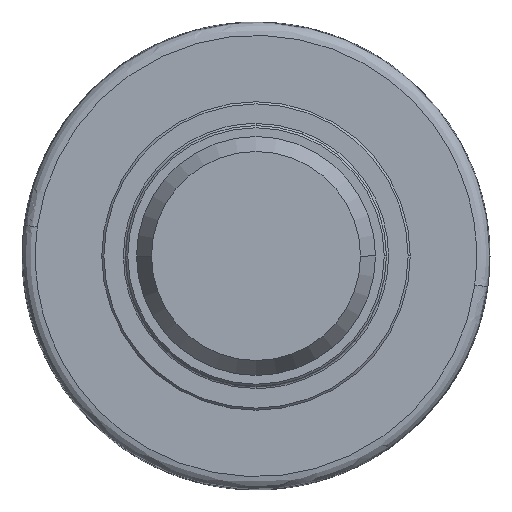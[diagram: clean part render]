
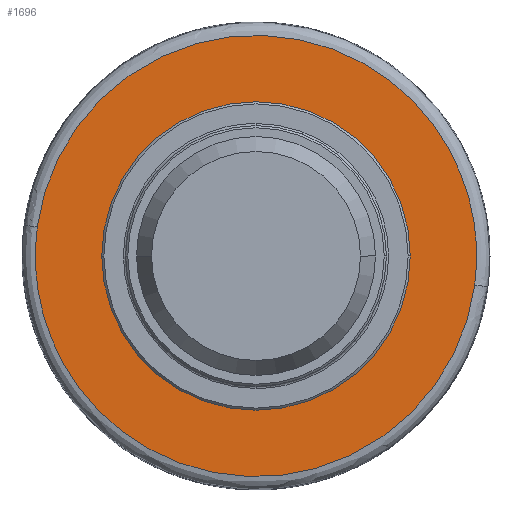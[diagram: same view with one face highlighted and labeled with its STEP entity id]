
A CAD part, left-side view. The second image highlights one B-rep face of the part: STEP entity #1696.
In plain terms, the highlighted planar face has unit normal (-1, 0, 0).
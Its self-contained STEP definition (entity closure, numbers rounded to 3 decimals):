
#52 = EDGE_LOOP ( 'NONE', ( #1383, #1384 ) ) ;
#87 = EDGE_LOOP ( 'NONE', ( #1385, #1386 ) ) ;
#163 = VERTEX_POINT ( 'NONE', #299 ) ;
#171 = VERTEX_POINT ( 'NONE', #307 ) ;
#203 = VERTEX_POINT ( 'NONE', #339 ) ;
#204 = VERTEX_POINT ( 'NONE', #340 ) ;
#299 = CARTESIAN_POINT ( 'NONE',  ( 29.4, -50.33, -6.685 ) ) ;
#307 = CARTESIAN_POINT ( 'NONE',  ( 29.4, 50.33, 6.685 ) ) ;
#339 = CARTESIAN_POINT ( 'NONE',  ( 29.4, -35.25, 0. ) ) ;
#340 = CARTESIAN_POINT ( 'NONE',  ( 29.4, 35.25, 0. ) ) ;
#396 = CARTESIAN_POINT ( 'NONE',  ( 29.4, 0., 0. ) ) ;
#427 = CARTESIAN_POINT ( 'NONE',  ( 29.4, -50.33, -6.685 ) ) ;
#428 = DIRECTION ( 'NONE',  ( 1., 0., 0. ) ) ;
#429 = DIRECTION ( 'NONE',  ( 0., 1., 0. ) ) ;
#431 = CARTESIAN_POINT ( 'NONE',  ( 29.4, -36.959, -107.344 ) ) ;
#432 = CARTESIAN_POINT ( 'NONE',  ( 29.4, 63.7, -93.974 ) ) ;
#433 = CARTESIAN_POINT ( 'NONE',  ( 29.4, 50.33, 6.685 ) ) ;
#577 = CARTESIAN_POINT ( 'NONE',  ( 29.4, 50.33, 6.685 ) ) ;
#581 = CARTESIAN_POINT ( 'NONE',  ( 29.4, 36.959, 107.344 ) ) ;
#582 = CARTESIAN_POINT ( 'NONE',  ( 29.4, -63.7, 93.974 ) ) ;
#583 = CARTESIAN_POINT ( 'NONE',  ( 29.4, -50.33, -6.685 ) ) ;
#1094 = EDGE_CURVE ( 'NONE', #203, #204, #1521, .T. ) ;
#1095 = EDGE_CURVE ( 'NONE', #163, #171, #1998, .T. ) ;
#1107 = EDGE_CURVE ( 'NONE', #171, #163, #1153, .T. ) ;
#1153 =( BOUNDED_CURVE ( )  B_SPLINE_CURVE ( 3, ( #577, #581, #582, #583 ),
 .UNSPECIFIED., .F., .T. ) 
 B_SPLINE_CURVE_WITH_KNOTS ( ( 4, 4 ),
 ( 0.25, 0.75 ),
 .UNSPECIFIED. ) 
 CURVE ( )  GEOMETRIC_REPRESENTATION_ITEM ( )  RATIONAL_B_SPLINE_CURVE ( ( 1., 0.333, 0.333, 1. ) ) 
 REPRESENTATION_ITEM ( '' )  );
#1383 = ORIENTED_EDGE ( 'NONE', *, *, #1714, .T. ) ;
#1384 = ORIENTED_EDGE ( 'NONE', *, *, #1094, .T. ) ;
#1385 = ORIENTED_EDGE ( 'NONE', *, *, #1095, .F. ) ;
#1386 = ORIENTED_EDGE ( 'NONE', *, *, #1107, .F. ) ;
#1521 = CIRCLE ( 'NONE', #1861, 35.25 ) ;
#1696 = ADVANCED_FACE ( 'NONE', ( #2063, #2057 ), #2387, .T. ) ;
#1714 = EDGE_CURVE ( 'NONE', #204, #203, #2118, .T. ) ;
#1861 = AXIS2_PLACEMENT_3D ( 'NONE', #396, #428, #429 ) ;
#1998 =( BOUNDED_CURVE ( )  B_SPLINE_CURVE ( 3, ( #427, #431, #432, #433 ),
 .UNSPECIFIED., .F., .T. ) 
 B_SPLINE_CURVE_WITH_KNOTS ( ( 4, 4 ),
 ( 0.75, 1.25 ),
 .UNSPECIFIED. ) 
 CURVE ( )  GEOMETRIC_REPRESENTATION_ITEM ( )  RATIONAL_B_SPLINE_CURVE ( ( 1., 0.333, 0.333, 1. ) ) 
 REPRESENTATION_ITEM ( '' )  );
#2057 = FACE_OUTER_BOUND ( 'NONE', #87, .T. ) ;
#2063 = FACE_BOUND ( 'NONE', #52, .T. ) ;
#2118 = CIRCLE ( 'NONE', #3180, 35.25 ) ;
#2381 = CARTESIAN_POINT ( 'NONE',  ( 29.4, 6.138, -46.209 ) ) ;
#2387 = PLANE ( 'NONE',  #3147 ) ;
#2388 = DIRECTION ( 'NONE',  ( -1., 0., 0. ) ) ;
#2389 = DIRECTION ( 'NONE',  ( 0., 0., 1. ) ) ;
#2544 = CARTESIAN_POINT ( 'NONE',  ( 29.4, 0., 0. ) ) ;
#2545 = DIRECTION ( 'NONE',  ( 1., 0., 0. ) ) ;
#2546 = DIRECTION ( 'NONE',  ( 0., 1., 0. ) ) ;
#3147 = AXIS2_PLACEMENT_3D ( 'NONE', #2381, #2388, #2389 ) ;
#3180 = AXIS2_PLACEMENT_3D ( 'NONE', #2544, #2545, #2546 ) ;
